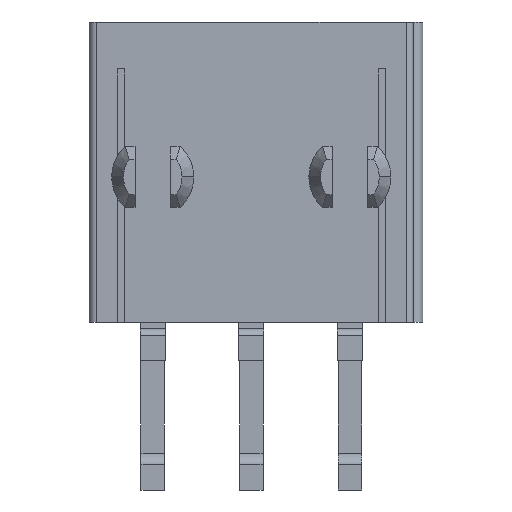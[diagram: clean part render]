
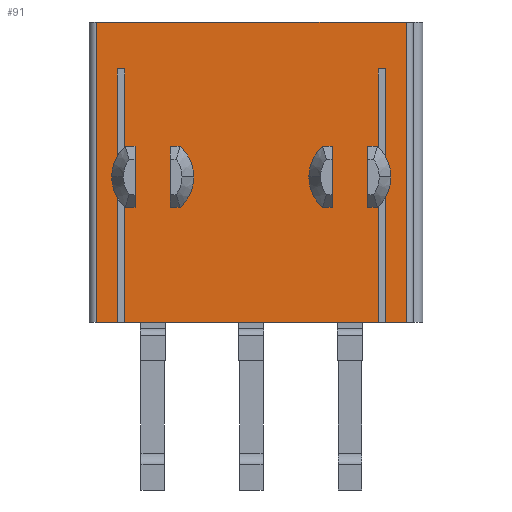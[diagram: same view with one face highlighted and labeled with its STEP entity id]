
A CAD part, front view. The second image highlights one B-rep face of the part: STEP entity #91.
In plain terms, the highlighted planar face has unit normal (0, -1, 0).
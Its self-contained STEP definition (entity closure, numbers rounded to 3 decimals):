
#91=ADVANCED_FACE('',(#338,#339,#340),#341,.T.);
#338=FACE_OUTER_BOUND('',#780,.T.);
#339=FACE_BOUND('',#781,.T.);
#340=FACE_BOUND('',#782,.T.);
#341=PLANE('',#783);
#780=EDGE_LOOP('',(#1363,#1364,#1365,#1366,#1367,#1368,#1369,#1370,#1371,#1372,#1373,#1374,#1375,#1376,#1377,#1378,#1379,#1380,#1381,#1382));
#781=EDGE_LOOP('',(#1383,#1384,#1385));
#782=EDGE_LOOP('',(#1386,#1387,#1388));
#783=AXIS2_PLACEMENT_3D('',#1389,#1390,#1391);
#1363=ORIENTED_EDGE('',*,*,#2941,.F.);
#1364=ORIENTED_EDGE('',*,*,#2942,.F.);
#1365=ORIENTED_EDGE('',*,*,#2943,.T.);
#1366=ORIENTED_EDGE('',*,*,#2886,.T.);
#1367=ORIENTED_EDGE('',*,*,#2940,.F.);
#1368=ORIENTED_EDGE('',*,*,#2944,.F.);
#1369=ORIENTED_EDGE('',*,*,#2945,.T.);
#1370=ORIENTED_EDGE('',*,*,#2946,.F.);
#1371=ORIENTED_EDGE('',*,*,#2947,.F.);
#1372=ORIENTED_EDGE('',*,*,#2948,.T.);
#1373=ORIENTED_EDGE('',*,*,#2949,.T.);
#1374=ORIENTED_EDGE('',*,*,#2837,.T.);
#1375=ORIENTED_EDGE('',*,*,#2950,.F.);
#1376=ORIENTED_EDGE('',*,*,#2951,.F.);
#1377=ORIENTED_EDGE('',*,*,#2952,.T.);
#1378=ORIENTED_EDGE('',*,*,#2875,.T.);
#1379=ORIENTED_EDGE('',*,*,#2953,.T.);
#1380=ORIENTED_EDGE('',*,*,#2954,.T.);
#1381=ORIENTED_EDGE('',*,*,#2955,.T.);
#1382=ORIENTED_EDGE('',*,*,#2956,.F.);
#1383=ORIENTED_EDGE('',*,*,#2957,.T.);
#1384=ORIENTED_EDGE('',*,*,#2879,.T.);
#1385=ORIENTED_EDGE('',*,*,#2958,.T.);
#1386=ORIENTED_EDGE('',*,*,#2959,.T.);
#1387=ORIENTED_EDGE('',*,*,#2960,.T.);
#1388=ORIENTED_EDGE('',*,*,#2843,.T.);
#1389=CARTESIAN_POINT('',(6.9,0.4,0.0));
#1390=DIRECTION('',(0.0,-1.0,0.0));
#1391=DIRECTION('',(0.0,0.0,-1.0));
#2837=EDGE_CURVE('',#3409,#3407,#3410,.T.);
#2843=EDGE_CURVE('',#3415,#3419,#3421,.T.);
#2875=EDGE_CURVE('',#3481,#3479,#3482,.T.);
#2879=EDGE_CURVE('',#3489,#3486,#3490,.T.);
#2886=EDGE_CURVE('',#3503,#3501,#3504,.T.);
#2940=EDGE_CURVE('',#3601,#3501,#3603,.T.);
#2941=EDGE_CURVE('',#3604,#3605,#3606,.T.);
#2942=EDGE_CURVE('',#3607,#3604,#3608,.T.);
#2943=EDGE_CURVE('',#3607,#3503,#3609,.T.);
#2944=EDGE_CURVE('',#3610,#3601,#3611,.T.);
#2945=EDGE_CURVE('',#3610,#3612,#3613,.T.);
#2946=EDGE_CURVE('',#3614,#3612,#3615,.T.);
#2947=EDGE_CURVE('',#3616,#3614,#3617,.T.);
#2948=EDGE_CURVE('',#3616,#3618,#3619,.T.);
#2949=EDGE_CURVE('',#3618,#3409,#3620,.T.);
#2950=EDGE_CURVE('',#3621,#3407,#3622,.T.);
#2951=EDGE_CURVE('',#3623,#3621,#3624,.T.);
#2952=EDGE_CURVE('',#3623,#3481,#3625,.T.);
#2953=EDGE_CURVE('',#3479,#3626,#3627,.T.);
#2954=EDGE_CURVE('',#3626,#3628,#3629,.T.);
#2955=EDGE_CURVE('',#3628,#3630,#3631,.T.);
#2956=EDGE_CURVE('',#3605,#3630,#3632,.T.);
#2957=EDGE_CURVE('',#3633,#3489,#3634,.T.);
#2958=EDGE_CURVE('',#3486,#3633,#3635,.T.);
#2959=EDGE_CURVE('',#3419,#3636,#3637,.T.);
#2960=EDGE_CURVE('',#3636,#3415,#3638,.T.);
#3407=VERTEX_POINT('',#4258);
#3409=VERTEX_POINT('',#4261);
#3410=CIRCLE('',#4262,1.5);
#3415=VERTEX_POINT('',#4268);
#3419=VERTEX_POINT('',#4273);
#3421=CIRCLE('',#4276,1.5);
#3479=VERTEX_POINT('',#4359);
#3481=VERTEX_POINT('',#4362);
#3482=CIRCLE('',#4363,1.5);
#3486=VERTEX_POINT('',#4368);
#3489=VERTEX_POINT('',#4372);
#3490=CIRCLE('',#4373,1.5);
#3501=VERTEX_POINT('',#4387);
#3503=VERTEX_POINT('',#4389);
#3504=LINE('',#4390,#4391);
#3601=VERTEX_POINT('',#4536);
#3603=LINE('',#4538,#4539);
#3604=VERTEX_POINT('',#4540);
#3605=VERTEX_POINT('',#4541);
#3606=LINE('',#4542,#4543);
#3607=VERTEX_POINT('',#4544);
#3608=LINE('',#4545,#4546);
#3609=LINE('',#4547,#4548);
#3610=VERTEX_POINT('',#4549);
#3611=LINE('',#4550,#4551);
#3612=VERTEX_POINT('',#4552);
#3613=LINE('',#4553,#4554);
#3614=VERTEX_POINT('',#4555);
#3615=LINE('',#4556,#4557);
#3616=VERTEX_POINT('',#4558);
#3617=LINE('',#4559,#4560);
#3618=VERTEX_POINT('',#4561);
#3619=CIRCLE('',#4562,1.5);
#3620=LINE('',#4563,#4564);
#3621=VERTEX_POINT('',#4565);
#3622=LINE('',#4566,#4567);
#3623=VERTEX_POINT('',#4568);
#3624=LINE('',#4569,#4570);
#3625=LINE('',#4571,#4572);
#3626=VERTEX_POINT('',#4573);
#3627=LINE('',#4574,#4575);
#3628=VERTEX_POINT('',#4576);
#3629=CIRCLE('',#4577,1.5);
#3630=VERTEX_POINT('',#4578);
#3631=LINE('',#4579,#4580);
#3632=LINE('',#4581,#4582);
#3633=VERTEX_POINT('',#4583);
#3634=LINE('',#4584,#4585);
#3635=CIRCLE('',#4586,1.5);
#3636=VERTEX_POINT('',#4587);
#3637=LINE('',#4588,#4589);
#3638=CIRCLE('',#4590,1.5);
#4258=CARTESIAN_POINT('',(-5.4,0.4,-7.5));
#4261=CARTESIAN_POINT('',(-4.95,0.4,-7.899));
#4262=AXIS2_PLACEMENT_3D('',#5553,#5554,#5555);
#4268=CARTESIAN_POINT('',(-2.7,0.4,-6.6));
#4273=CARTESIAN_POINT('',(-3.45,0.4,-7.899));
#4276=AXIS2_PLACEMENT_3D('',#5565,#5566,#5567);
#4359=CARTESIAN_POINT('',(4.95,0.4,-7.899));
#4362=CARTESIAN_POINT('',(5.4,0.4,-7.5));
#4363=AXIS2_PLACEMENT_3D('',#5621,#5622,#5623);
#4368=CARTESIAN_POINT('',(2.7,0.4,-6.6));
#4372=CARTESIAN_POINT('',(3.45,0.4,-7.899));
#4373=AXIS2_PLACEMENT_3D('',#5629,#5630,#5631);
#4387=CARTESIAN_POINT('',(-6.6,0.4,0.0));
#4389=CARTESIAN_POINT('',(6.6,0.4,0.0));
#4390=CARTESIAN_POINT('',(6.6,0.4,0.0));
#4391=VECTOR('',#5644,13.2);
#4536=CARTESIAN_POINT('',(-6.6,0.4,-12.8));
#4538=CARTESIAN_POINT('',(-6.6,0.4,-12.8));
#4539=VECTOR('',#5708,12.8);
#4540=CARTESIAN_POINT('',(5.7,0.4,-12.8));
#4541=CARTESIAN_POINT('',(5.7,0.4,-2.0));
#4542=CARTESIAN_POINT('',(5.7,0.4,-12.8));
#4543=VECTOR('',#5709,10.8);
#4544=CARTESIAN_POINT('',(6.6,0.4,-12.8));
#4545=CARTESIAN_POINT('',(6.6,0.4,-12.8));
#4546=VECTOR('',#5710,0.9);
#4547=CARTESIAN_POINT('',(6.6,0.4,-12.8));
#4548=VECTOR('',#5711,12.8);
#4549=CARTESIAN_POINT('',(-5.7,0.4,-12.8));
#4550=CARTESIAN_POINT('',(-5.7,0.4,-12.8));
#4551=VECTOR('',#5712,0.9);
#4552=CARTESIAN_POINT('',(-5.7,0.4,-2.0));
#4553=CARTESIAN_POINT('',(-5.7,0.4,-12.8));
#4554=VECTOR('',#5713,10.8);
#4555=CARTESIAN_POINT('',(-5.4,0.4,-2.0));
#4556=CARTESIAN_POINT('',(-5.4,0.4,-2.0));
#4557=VECTOR('',#5714,0.3);
#4558=CARTESIAN_POINT('',(-5.4,0.4,-5.7));
#4559=CARTESIAN_POINT('',(-5.4,0.4,-5.7));
#4560=VECTOR('',#5715,3.7);
#4561=CARTESIAN_POINT('',(-4.95,0.4,-5.301));
#4562=AXIS2_PLACEMENT_3D('',#5716,#5717,#5718);
#4563=CARTESIAN_POINT('',(-4.95,0.4,-5.301));
#4564=VECTOR('',#5719,2.598);
#4565=CARTESIAN_POINT('',(-5.4,0.4,-12.8));
#4566=CARTESIAN_POINT('',(-5.4,0.4,-12.8));
#4567=VECTOR('',#5720,5.3);
#4568=CARTESIAN_POINT('',(5.4,0.4,-12.8));
#4569=CARTESIAN_POINT('',(5.4,0.4,-12.8));
#4570=VECTOR('',#5721,10.8);
#4571=CARTESIAN_POINT('',(5.4,0.4,-12.8));
#4572=VECTOR('',#5722,5.3);
#4573=CARTESIAN_POINT('',(4.95,0.4,-5.301));
#4574=CARTESIAN_POINT('',(4.95,0.4,-7.899));
#4575=VECTOR('',#5723,2.598);
#4576=CARTESIAN_POINT('',(5.4,0.4,-5.7));
#4577=AXIS2_PLACEMENT_3D('',#5724,#5725,#5726);
#4578=CARTESIAN_POINT('',(5.4,0.4,-2.0));
#4579=CARTESIAN_POINT('',(5.4,0.4,-5.7));
#4580=VECTOR('',#5727,3.7);
#4581=CARTESIAN_POINT('',(5.7,0.4,-2.0));
#4582=VECTOR('',#5728,0.3);
#4583=CARTESIAN_POINT('',(3.45,0.4,-5.301));
#4584=CARTESIAN_POINT('',(3.45,0.4,-5.301));
#4585=VECTOR('',#5729,2.598);
#4586=AXIS2_PLACEMENT_3D('',#5730,#5731,#5732);
#4587=CARTESIAN_POINT('',(-3.45,0.4,-5.301));
#4588=CARTESIAN_POINT('',(-3.45,0.4,-7.899));
#4589=VECTOR('',#5733,2.598);
#4590=AXIS2_PLACEMENT_3D('',#5734,#5735,#5736);
#5553=CARTESIAN_POINT('',(-4.2,0.4,-6.6));
#5554=DIRECTION('',(0.0,1.0,0.0));
#5555=DIRECTION('',(-0.5,0.0,-0.866));
#5565=CARTESIAN_POINT('',(-4.2,0.4,-6.6));
#5566=DIRECTION('',(-0.0,1.0,0.0));
#5567=DIRECTION('',(0.5,0.0,0.866));
#5621=CARTESIAN_POINT('',(4.2,0.4,-6.6));
#5622=DIRECTION('',(0.0,1.0,0.0));
#5623=DIRECTION('',(0.8,0.0,-0.6));
#5629=CARTESIAN_POINT('',(4.2,0.4,-6.6));
#5630=DIRECTION('',(0.0,1.0,0.0));
#5631=DIRECTION('',(-0.5,0.0,-0.866));
#5644=DIRECTION('',(-1.0,0.0,0.0));
#5708=DIRECTION('',(0.0,0.0,1.0));
#5709=DIRECTION('',(0.0,0.0,1.0));
#5710=DIRECTION('',(-1.0,0.0,0.0));
#5711=DIRECTION('',(0.0,0.0,1.0));
#5712=DIRECTION('',(-1.0,0.0,0.0));
#5713=DIRECTION('',(0.0,0.0,1.0));
#5714=DIRECTION('',(-1.0,0.0,0.0));
#5715=DIRECTION('',(0.0,0.0,1.0));
#5716=CARTESIAN_POINT('',(-4.2,0.4,-6.6));
#5717=DIRECTION('',(0.0,1.0,0.0));
#5718=DIRECTION('',(-0.8,0.0,0.6));
#5719=DIRECTION('',(0.0,0.0,-1.0));
#5720=DIRECTION('',(0.0,0.0,1.0));
#5721=DIRECTION('',(-1.0,0.0,0.0));
#5722=DIRECTION('',(0.0,0.0,1.0));
#5723=DIRECTION('',(0.0,0.0,1.0));
#5724=CARTESIAN_POINT('',(4.2,0.4,-6.6));
#5725=DIRECTION('',(-0.0,1.0,0.0));
#5726=DIRECTION('',(0.5,0.0,0.866));
#5727=DIRECTION('',(0.0,0.0,1.0));
#5728=DIRECTION('',(-1.0,0.0,0.0));
#5729=DIRECTION('',(0.0,0.0,-1.0));
#5730=CARTESIAN_POINT('',(4.2,0.4,-6.6));
#5731=DIRECTION('',(0.0,1.0,0.0));
#5732=DIRECTION('',(-0.5,0.0,-0.866));
#5733=DIRECTION('',(0.0,0.0,1.0));
#5734=CARTESIAN_POINT('',(-4.2,0.4,-6.6));
#5735=DIRECTION('',(-0.0,1.0,0.0));
#5736=DIRECTION('',(0.5,0.0,0.866));
